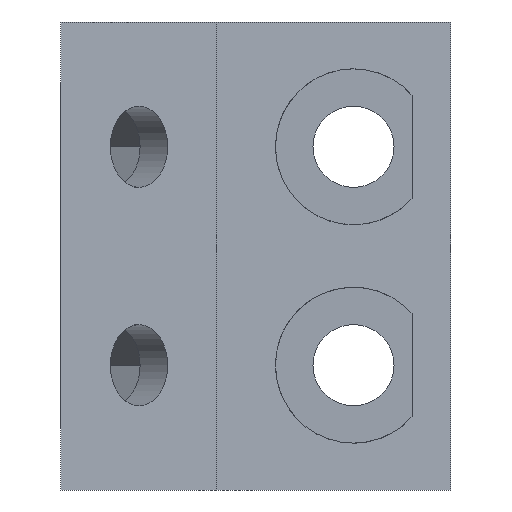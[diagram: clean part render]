
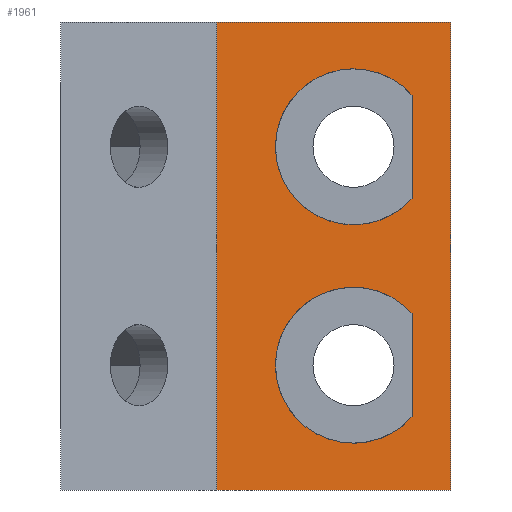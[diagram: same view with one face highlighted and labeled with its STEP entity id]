
A CAD part, front view. The second image highlights one B-rep face of the part: STEP entity #1961.
In plain terms, the highlighted planar face has unit normal (0.707, -0.707, 0).
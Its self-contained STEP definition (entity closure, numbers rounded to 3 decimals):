
#15=ELLIPSE('',#2020,7.071,5.);
#16=ELLIPSE('',#2025,7.071,5.);
#145=FACE_BOUND('',#390,.T.);
#146=FACE_BOUND('',#391,.T.);
#265=FACE_OUTER_BOUND('',#389,.T.);
#389=EDGE_LOOP('',(#1759,#1760,#1761,#1762));
#390=EDGE_LOOP('',(#1763,#1764));
#391=EDGE_LOOP('',(#1765,#1766));
#554=LINE('',#3467,#746);
#555=LINE('',#3476,#747);
#584=LINE('',#3553,#776);
#585=LINE('',#3556,#777);
#586=LINE('',#3558,#778);
#587=LINE('',#3559,#779);
#746=VECTOR('',#2308,10.);
#747=VECTOR('',#2319,10.);
#776=VECTOR('',#2406,10.);
#777=VECTOR('',#2409,10.);
#778=VECTOR('',#2410,10.);
#779=VECTOR('',#2411,10.);
#941=VERTEX_POINT('',#3465);
#942=VERTEX_POINT('',#3466);
#944=VERTEX_POINT('',#3474);
#945=VERTEX_POINT('',#3475);
#963=VERTEX_POINT('',#3549);
#964=VERTEX_POINT('',#3551);
#965=VERTEX_POINT('',#3555);
#966=VERTEX_POINT('',#3557);
#1194=EDGE_CURVE('',#941,#942,#554,.T.);
#1197=EDGE_CURVE('',#942,#941,#15,.T.);
#1198=EDGE_CURVE('',#944,#945,#555,.T.);
#1201=EDGE_CURVE('',#945,#944,#16,.T.);
#1236=EDGE_CURVE('',#963,#964,#584,.T.);
#1237=EDGE_CURVE('',#963,#965,#585,.T.);
#1238=EDGE_CURVE('',#966,#964,#586,.T.);
#1239=EDGE_CURVE('',#965,#966,#587,.T.);
#1759=ORIENTED_EDGE('',*,*,#1237,.F.);
#1760=ORIENTED_EDGE('',*,*,#1236,.T.);
#1761=ORIENTED_EDGE('',*,*,#1238,.F.);
#1762=ORIENTED_EDGE('',*,*,#1239,.F.);
#1763=ORIENTED_EDGE('',*,*,#1197,.T.);
#1764=ORIENTED_EDGE('',*,*,#1194,.T.);
#1765=ORIENTED_EDGE('',*,*,#1201,.T.);
#1766=ORIENTED_EDGE('',*,*,#1198,.T.);
#1855=PLANE('',#2051);
#1961=ADVANCED_FACE('',(#265,#145,#146),#1855,.T.);
#2020=AXIS2_PLACEMENT_3D('',#3472,#2315,#2316);
#2025=AXIS2_PLACEMENT_3D('',#3481,#2326,#2327);
#2051=AXIS2_PLACEMENT_3D('',#3554,#2407,#2408);
#2308=DIRECTION('',(0.,0.,-1.));
#2315=DIRECTION('center_axis',(-0.707,0.707,0.));
#2316=DIRECTION('ref_axis',(0.707,0.707,0.));
#2319=DIRECTION('',(0.,0.,-1.));
#2326=DIRECTION('center_axis',(-0.707,0.707,0.));
#2327=DIRECTION('ref_axis',(0.707,0.707,0.));
#2406=DIRECTION('',(0.,0.,1.));
#2407=DIRECTION('center_axis',(0.707,-0.707,0.));
#2408=DIRECTION('ref_axis',(0.707,0.707,0.));
#2409=DIRECTION('',(-0.707,-0.707,0.));
#2410=DIRECTION('',(0.707,0.707,0.));
#2411=DIRECTION('',(0.,0.,1.));
#3465=CARTESIAN_POINT('',(-137.5,-2.5,25.307));
#3466=CARTESIAN_POINT('',(-137.5,-2.5,18.693));
#3467=CARTESIAN_POINT('',(-137.5,-2.5,11.));
#3472=CARTESIAN_POINT('Origin',(-141.25,-6.25,22.));
#3474=CARTESIAN_POINT('',(-137.5,-2.5,11.307));
#3475=CARTESIAN_POINT('',(-137.5,-2.5,4.693));
#3476=CARTESIAN_POINT('',(-137.5,-2.5,4.));
#3481=CARTESIAN_POINT('Origin',(-141.25,-6.25,8.));
#3549=CARTESIAN_POINT('',(-135.,0.,0.));
#3551=CARTESIAN_POINT('',(-135.,0.,30.));
#3553=CARTESIAN_POINT('',(-135.,0.,0.));
#3554=CARTESIAN_POINT('Origin',(-150.,-15.,0.));
#3555=CARTESIAN_POINT('',(-150.,-15.,0.));
#3556=CARTESIAN_POINT('',(-135.,0.,0.));
#3557=CARTESIAN_POINT('',(-150.,-15.,30.));
#3558=CARTESIAN_POINT('',(-135.,0.,30.));
#3559=CARTESIAN_POINT('',(-150.,-15.,0.));
